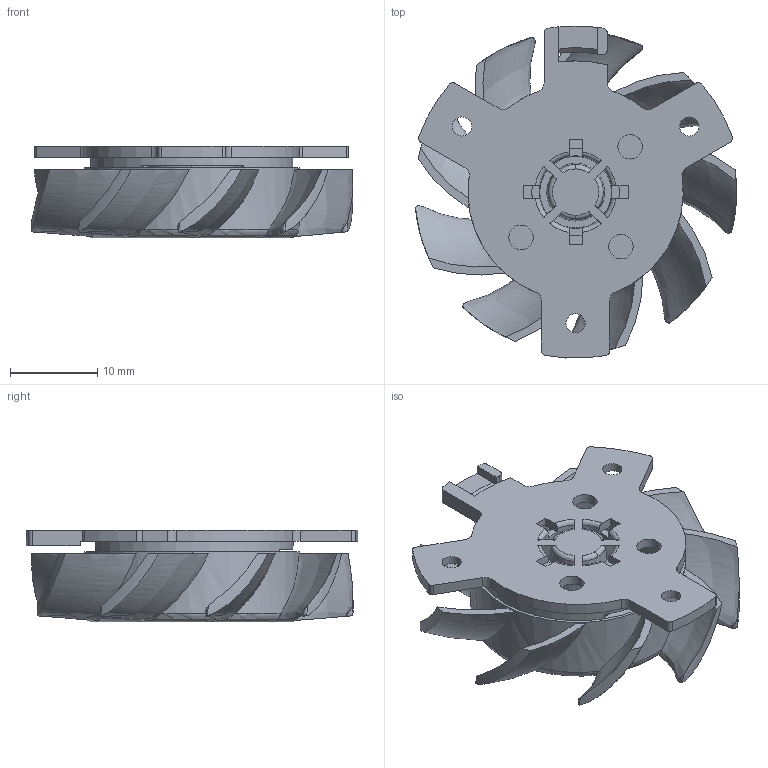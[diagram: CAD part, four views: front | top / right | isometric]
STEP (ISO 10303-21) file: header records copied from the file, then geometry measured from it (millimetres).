
FILE_DESCRIPTION((''),'2;1');
FILE_NAME('ASB0412VHA-AF0B-V0_ASM','2019-01-30T',('ALLEN.HAN'),(''),'PRO/ENGINEER BY PARAMETRIC TECHNOLOGY CORPORATION, 2009360','PRO/ENGINEER BY PARAMETRIC TECHNOLOGY CORPORATION, 2009360','');
FILE_SCHEMA(('CONFIG_CONTROL_DESIGN'));
Length unit declared in the file: millimetre
Products named in the file (3): C106-PILLOW-V0; C106-IMP-V0-1; ASB0412VHA-AF0B-V0_ASM
Assembly tree (2 placements, depth 2):
  ASB0412VHA-AF0B-V0_ASM
    C106-PILLOW-V0
    C106-IMP-V0-1
Bounding box: 36.73 x 37.96 x 10.5 mm (x, y, z)
Volume: 2761.2 mm3; surface area: 5761.6 mm2
Topology: 2 solids, 2 shells, 318 faces, 952 edges, 650 vertices
Faces by surface type: plane 127, cylinder 111, cone 29, bspline 27, torus 24
Entity records: 21749 total; most frequent: CARTESIAN_POINT 13148, ORIENTED_EDGE 1904, DIRECTION 1698, EDGE_CURVE 952, AXIS2_PLACEMENT_3D 669, VERTEX_POINT 650, CIRCLE 373, VECTOR 360
